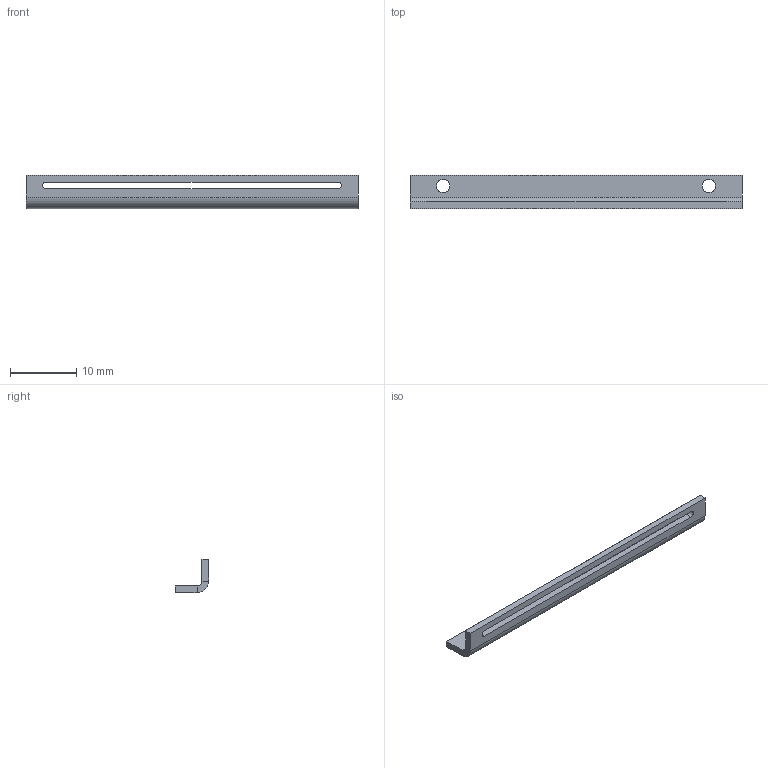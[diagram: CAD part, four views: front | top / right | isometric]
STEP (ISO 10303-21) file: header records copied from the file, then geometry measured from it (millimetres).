
FILE_DESCRIPTION (( 'STEP AP203' ), '1' );
FILE_NAME ('MirrorMirrorslotted_hinge_Default_sldprt.STEP', '2025-04-23T09:07:25', ( '' ), ( '' ), 'SwSTEP 2.0', 'SolidWorks 2024', '' );
FILE_SCHEMA (( 'CONFIG_CONTROL_DESIGN' ));
Length unit declared in the file: millimetre
Products named in the file (1): MirrorMirrorslotted_hinge_Default_sldprt
Bounding box: 50 x 5 x 5 mm (x, y, z)
Volume: 372.4 mm3; surface area: 965.4 mm2
Topology: 1 solids, 1 shells, 22 faces, 52 edges, 32 vertices
Faces by surface type: plane 14, cylinder 8
Entity records: 717 total; most frequent: DIRECTION 114, CARTESIAN_POINT 107, ORIENTED_EDGE 104, EDGE_CURVE 52, AXIS2_PLACEMENT_3D 39, LINE 36, VECTOR 36, VERTEX_POINT 32
